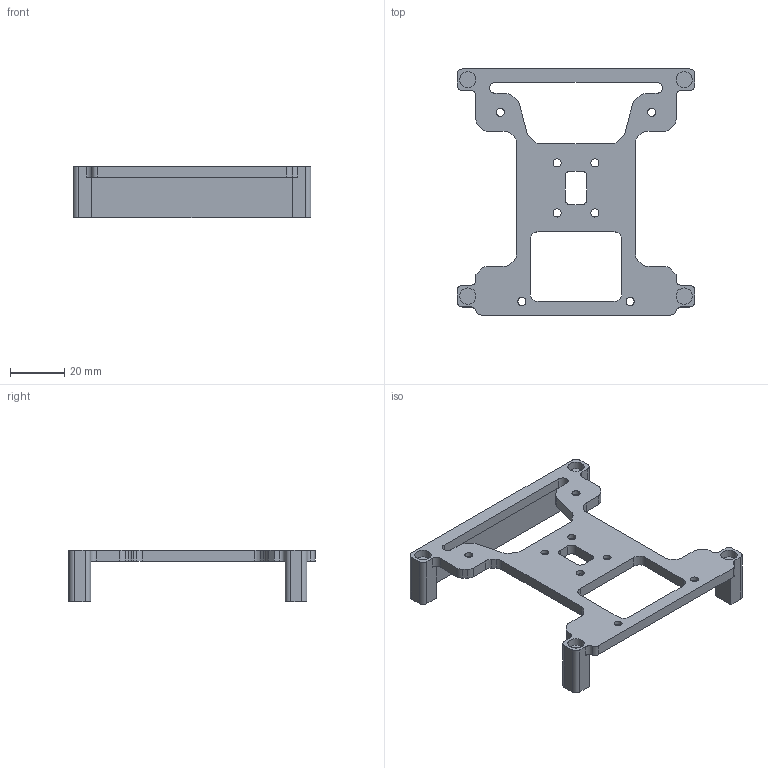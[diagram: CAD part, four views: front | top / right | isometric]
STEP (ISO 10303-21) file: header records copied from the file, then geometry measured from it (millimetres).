
FILE_DESCRIPTION(/* description */ (''),/* implementation_level */ '2;1');
FILE_NAME(/* name */ 'LIDAR_Adapter v5.step',/* time_stamp */ '2023-07-31T15:47:21+02:00',/* author */ (''),/* organization */ (''),/* preprocessor_version */ 'ST-DEVELOPER v20',/* originating_system */ 'Autodesk Translation Framework v12.9.0.99',/* authorisation */ '');
FILE_SCHEMA (('AUTOMOTIVE_DESIGN { 1 0 10303 214 3 1 1 }'));
Length unit declared in the file: millimetre
Products named in the file (1): LIDAR_Adapter
Bounding box: 88 x 91 x 19 mm (x, y, z)
Volume: 16972.9 mm3; surface area: 15028.7 mm2
Topology: 1 solids, 1 shells, 146 faces, 384 edges, 256 vertices
Faces by surface type: plane 74, cylinder 72
Full cylindrical faces by diameter (mm): 3 x8, 3.5 x4, 5 x8, 6 x4
Entity records: 4629 total; most frequent: DIRECTION 822, CARTESIAN_POINT 787, ORIENTED_EDGE 768, EDGE_CURVE 384, AXIS2_PLACEMENT_3D 291, VERTEX_POINT 256, LINE 240, VECTOR 240
